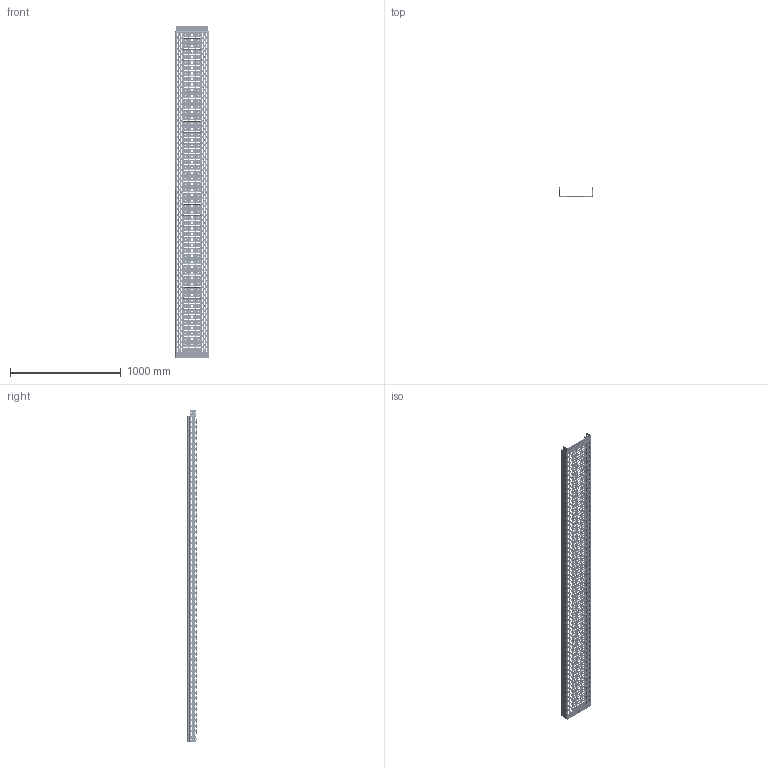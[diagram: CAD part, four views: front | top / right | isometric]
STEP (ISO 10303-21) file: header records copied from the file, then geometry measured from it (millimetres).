
FILE_DESCRIPTION (( 'STEP AP203' ), '1' );
FILE_NAME ('Perforated tray 80õ300õ3000.STEP', '2019-04-29T06:17:46', ( '' ), ( '' ), 'SwSTEP 2.0', 'SolidWorks 2017', '' );
FILE_SCHEMA (( 'CONFIG_CONTROL_DESIGN' ));
Products named in the file (1): Perforated tray 80õ300õ3000
Bounding box: 303.08 x 81.34 x 3000 mm (x, y, z)
Volume: 1013014.6 mm3; surface area: 2591305 mm2
Topology: 1 solids, 1 shells, 7464 faces, 19654 edges, 12538 vertices
Faces by surface type: cylinder 3447, torus 2080, plane 1925, bspline 12
Entity records: 237971 total; most frequent: DIRECTION 45356, CARTESIAN_POINT 40057, ORIENTED_EDGE 39308, EDGE_CURVE 19654, AXIS2_PLACEMENT_3D 18281, VERTEX_POINT 12538, CIRCLE 10828, EDGE_LOOP 9670
